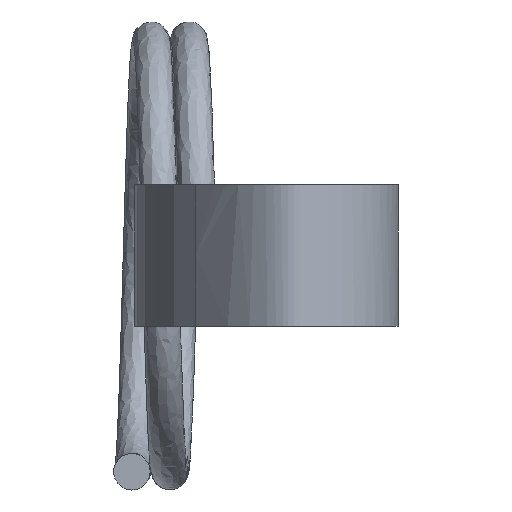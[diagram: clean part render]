
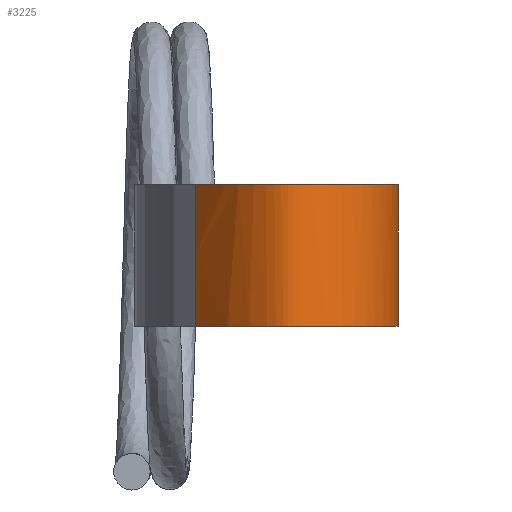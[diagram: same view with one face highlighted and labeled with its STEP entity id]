
A CAD part, left-side view. The second image highlights one B-rep face of the part: STEP entity #3225.
In plain terms, the highlighted free-form (B-spline) face has degree [4, 1] with [24, 2] control points.
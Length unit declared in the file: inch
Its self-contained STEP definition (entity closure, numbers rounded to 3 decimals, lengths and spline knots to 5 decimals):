
#151=B_SPLINE_CURVE_WITH_KNOTS('',4,(#4809,#4810,#4811,#4812,#4813,#4814,
#4815,#4816,#4817,#4818,#4819,#4820,#4821,#4822,#4823,#4824,#4825,#4826,
#4827,#4828,#4829,#4830,#4831,#4832),.UNSPECIFIED.,.F.,.F.,(5,1,1,1,1,1,
1,1,1,1,1,1,1,1,1,1,1,1,1,1,5),(0.,0.08439,0.12115,
0.16054,0.20224,0.24534,0.2892,
0.33318,0.37723,0.42181,0.46691,
0.51254,0.55867,0.60527,0.65219,
0.69924,0.74617,0.79274,0.83894,
0.88486,1.),.UNSPECIFIED.);
#218=B_SPLINE_CURVE_WITH_KNOTS('',4,(#5703,#5704,#5705,#5706,#5707,#5708,
#5709,#5710,#5711,#5712,#5713,#5714,#5715,#5716,#5717,#5718,#5719,#5720,
#5721,#5722,#5723,#5724,#5725,#5726),.UNSPECIFIED.,.F.,.F.,(5,1,1,1,1,1,
1,1,1,1,1,1,1,1,1,1,1,1,1,1,5),(-1.,-0.88486,-0.83894,
-0.79274,-0.74617,-0.69924,-0.65219,
-0.60527,-0.55867,-0.51254,-0.46691,
-0.42181,-0.37723,-0.33318,-0.2892,
-0.24534,-0.20224,-0.16054,-0.12115,
-0.08439,0.),.UNSPECIFIED.);
#287=B_SPLINE_SURFACE_WITH_KNOTS('',4,1,((#5786,#5787),(#5788,#5789),(#5790,
#5791),(#5792,#5793),(#5794,#5795),(#5796,#5797),(#5798,#5799),(#5800,#5801),
(#5802,#5803),(#5804,#5805),(#5806,#5807),(#5808,#5809),(#5810,#5811),(#5812,
#5813),(#5814,#5815),(#5816,#5817),(#5818,#5819),(#5820,#5821),(#5822,#5823),
(#5824,#5825),(#5826,#5827),(#5828,#5829),(#5830,#5831),(#5832,#5833)),
 .UNSPECIFIED.,.F.,.F.,.F.,(5,1,1,1,1,1,1,1,1,1,1,1,1,1,1,1,1,1,1,1,5),
(2,2),(0.,0.08439,0.12115,0.16054,0.20224,
0.24534,0.2892,0.33318,0.37723,
0.42181,0.46691,0.51254,0.55867,
0.60527,0.65219,0.69924,0.74617,
0.79274,0.83894,0.88486,1.),(-0.4445,0.4445),
 .UNSPECIFIED.);
#462=FACE_OUTER_BOUND('',#667,.T.);
#667=EDGE_LOOP('',(#2942,#2943,#2944,#2945,#2946,#2947));
#963=LINE('',#5768,#1265);
#964=LINE('',#5769,#1266);
#971=LINE('',#5784,#1273);
#972=LINE('',#5785,#1274);
#1265=VECTOR('',#3920,0.3937);
#1266=VECTOR('',#3921,0.3937);
#1273=VECTOR('',#3942,0.3937);
#1274=VECTOR('',#3943,0.3937);
#1412=VERTEX_POINT('',#4793);
#1419=VERTEX_POINT('',#4807);
#1564=VERTEX_POINT('',#5701);
#1565=VERTEX_POINT('',#5702);
#1579=VERTEX_POINT('',#5767);
#1580=VERTEX_POINT('',#5783);
#1795=EDGE_CURVE('',#1412,#1419,#151,.T.);
#2011=EDGE_CURVE('',#1564,#1565,#218,.T.);
#2027=EDGE_CURVE('',#1579,#1412,#963,.T.);
#2028=EDGE_CURVE('',#1579,#1565,#964,.T.);
#2035=EDGE_CURVE('',#1580,#1564,#971,.T.);
#2036=EDGE_CURVE('',#1580,#1419,#972,.T.);
#2942=ORIENTED_EDGE('',*,*,#2011,.T.);
#2943=ORIENTED_EDGE('',*,*,#2028,.F.);
#2944=ORIENTED_EDGE('',*,*,#2027,.T.);
#2945=ORIENTED_EDGE('',*,*,#1795,.T.);
#2946=ORIENTED_EDGE('',*,*,#2036,.F.);
#2947=ORIENTED_EDGE('',*,*,#2035,.T.);
#3225=ADVANCED_FACE('',(#462),#287,.T.);
#3920=DIRECTION('',(0.,0.,-1.));
#3921=DIRECTION('',(0.,0.,1.));
#3942=DIRECTION('',(0.,0.,1.));
#3943=DIRECTION('',(0.,0.,-1.));
#4793=CARTESIAN_POINT('',(-0.11185,0.13329,-0.175));
#4807=CARTESIAN_POINT('',(0.365,0.,-0.175));
#4809=CARTESIAN_POINT('Ctrl Pts',(-0.11185,0.13329,
-0.175));
#4810=CARTESIAN_POINT('Ctrl Pts',(-0.12835,0.12145,-0.175));
#4811=CARTESIAN_POINT('Ctrl Pts',(-0.14751,0.10114,
-0.175));
#4812=CARTESIAN_POINT('Ctrl Pts',(-0.1816,0.07763,
-0.175));
#4813=CARTESIAN_POINT('Ctrl Pts',(-0.21907,0.03617,
-0.175));
#4814=CARTESIAN_POINT('Ctrl Pts',(-0.24995,-0.00164,
-0.175));
#4815=CARTESIAN_POINT('Ctrl Pts',(-0.27813,-0.04764,
-0.175));
#4816=CARTESIAN_POINT('Ctrl Pts',(-0.29908,-0.10654,
-0.175));
#4817=CARTESIAN_POINT('Ctrl Pts',(-0.27281,-0.15844,
-0.175));
#4818=CARTESIAN_POINT('Ctrl Pts',(-0.25074,-0.21005,
-0.175));
#4819=CARTESIAN_POINT('Ctrl Pts',(-0.21414,-0.25626,
-0.175));
#4820=CARTESIAN_POINT('Ctrl Pts',(-0.17093,-0.29667,
-0.175));
#4821=CARTESIAN_POINT('Ctrl Pts',(-0.11936,-0.32936,
-0.175));
#4822=CARTESIAN_POINT('Ctrl Pts',(-0.0619,-0.35301,
-0.175));
#4823=CARTESIAN_POINT('Ctrl Pts',(0.00045,-0.36645,
-0.175));
#4824=CARTESIAN_POINT('Ctrl Pts',(0.06467,-0.36864,
-0.175));
#4825=CARTESIAN_POINT('Ctrl Pts',(0.13117,-0.35993,
-0.175));
#4826=CARTESIAN_POINT('Ctrl Pts',(0.18677,-0.32358,
-0.175));
#4827=CARTESIAN_POINT('Ctrl Pts',(0.23692,-0.28227,-0.175));
#4828=CARTESIAN_POINT('Ctrl Pts',(0.26998,-0.22711,
-0.175));
#4829=CARTESIAN_POINT('Ctrl Pts',(0.32088,-0.15932,
-0.175));
#4830=CARTESIAN_POINT('Ctrl Pts',(0.34354,-0.09062,
-0.175));
#4831=CARTESIAN_POINT('Ctrl Pts',(0.35333,-0.03872,
-0.175));
#4832=CARTESIAN_POINT('Ctrl Pts',(0.365,0.,-0.175));
#5701=CARTESIAN_POINT('',(0.365,0.,0.175));
#5702=CARTESIAN_POINT('',(-0.11185,0.13329,0.175));
#5703=CARTESIAN_POINT('Ctrl Pts',(0.365,0.,0.175));
#5704=CARTESIAN_POINT('Ctrl Pts',(0.35333,-0.03872,
0.175));
#5705=CARTESIAN_POINT('Ctrl Pts',(0.34354,-0.09062,
0.175));
#5706=CARTESIAN_POINT('Ctrl Pts',(0.32088,-0.15932,
0.175));
#5707=CARTESIAN_POINT('Ctrl Pts',(0.26998,-0.22711,
0.175));
#5708=CARTESIAN_POINT('Ctrl Pts',(0.23692,-0.28227,0.175));
#5709=CARTESIAN_POINT('Ctrl Pts',(0.18677,-0.32358,
0.175));
#5710=CARTESIAN_POINT('Ctrl Pts',(0.13117,-0.35993,
0.175));
#5711=CARTESIAN_POINT('Ctrl Pts',(0.06467,-0.36864,
0.175));
#5712=CARTESIAN_POINT('Ctrl Pts',(0.00045,-0.36645,
0.175));
#5713=CARTESIAN_POINT('Ctrl Pts',(-0.0619,-0.35301,
0.175));
#5714=CARTESIAN_POINT('Ctrl Pts',(-0.11936,-0.32936,
0.175));
#5715=CARTESIAN_POINT('Ctrl Pts',(-0.17093,-0.29667,
0.175));
#5716=CARTESIAN_POINT('Ctrl Pts',(-0.21414,-0.25626,
0.175));
#5717=CARTESIAN_POINT('Ctrl Pts',(-0.25074,-0.21005,
0.175));
#5718=CARTESIAN_POINT('Ctrl Pts',(-0.27281,-0.15844,
0.175));
#5719=CARTESIAN_POINT('Ctrl Pts',(-0.29908,-0.10654,
0.175));
#5720=CARTESIAN_POINT('Ctrl Pts',(-0.27813,-0.04764,
0.175));
#5721=CARTESIAN_POINT('Ctrl Pts',(-0.24995,-0.00164,
0.175));
#5722=CARTESIAN_POINT('Ctrl Pts',(-0.21907,0.03617,
0.175));
#5723=CARTESIAN_POINT('Ctrl Pts',(-0.1816,0.07763,
0.175));
#5724=CARTESIAN_POINT('Ctrl Pts',(-0.14751,0.10114,
0.175));
#5725=CARTESIAN_POINT('Ctrl Pts',(-0.12835,0.12145,0.175));
#5726=CARTESIAN_POINT('Ctrl Pts',(-0.11185,0.13329,
0.175));
#5767=CARTESIAN_POINT('',(-0.11185,0.13329,0.));
#5768=CARTESIAN_POINT('',(-0.11185,0.13329,0.));
#5769=CARTESIAN_POINT('',(-0.11185,0.13329,0.));
#5783=CARTESIAN_POINT('',(0.365,0.,0.));
#5784=CARTESIAN_POINT('',(0.365,0.,0.));
#5785=CARTESIAN_POINT('',(0.365,0.,0.));
#5786=CARTESIAN_POINT('Ctrl Pts',(-0.11185,0.13329,
-0.175));
#5787=CARTESIAN_POINT('Ctrl Pts',(-0.11185,0.13329,
0.175));
#5788=CARTESIAN_POINT('Ctrl Pts',(-0.12835,0.12145,-0.175));
#5789=CARTESIAN_POINT('Ctrl Pts',(-0.12835,0.12145,0.175));
#5790=CARTESIAN_POINT('Ctrl Pts',(-0.14751,0.10114,
-0.175));
#5791=CARTESIAN_POINT('Ctrl Pts',(-0.14751,0.10114,
0.175));
#5792=CARTESIAN_POINT('Ctrl Pts',(-0.1816,0.07763,
-0.175));
#5793=CARTESIAN_POINT('Ctrl Pts',(-0.1816,0.07763,
0.175));
#5794=CARTESIAN_POINT('Ctrl Pts',(-0.21907,0.03617,
-0.175));
#5795=CARTESIAN_POINT('Ctrl Pts',(-0.21907,0.03617,
0.175));
#5796=CARTESIAN_POINT('Ctrl Pts',(-0.24995,-0.00164,
-0.175));
#5797=CARTESIAN_POINT('Ctrl Pts',(-0.24995,-0.00164,
0.175));
#5798=CARTESIAN_POINT('Ctrl Pts',(-0.27813,-0.04764,
-0.175));
#5799=CARTESIAN_POINT('Ctrl Pts',(-0.27813,-0.04764,
0.175));
#5800=CARTESIAN_POINT('Ctrl Pts',(-0.29908,-0.10654,
-0.175));
#5801=CARTESIAN_POINT('Ctrl Pts',(-0.29908,-0.10654,
0.175));
#5802=CARTESIAN_POINT('Ctrl Pts',(-0.27281,-0.15844,
-0.175));
#5803=CARTESIAN_POINT('Ctrl Pts',(-0.27281,-0.15844,
0.175));
#5804=CARTESIAN_POINT('Ctrl Pts',(-0.25074,-0.21005,
-0.175));
#5805=CARTESIAN_POINT('Ctrl Pts',(-0.25074,-0.21005,
0.175));
#5806=CARTESIAN_POINT('Ctrl Pts',(-0.21414,-0.25626,
-0.175));
#5807=CARTESIAN_POINT('Ctrl Pts',(-0.21414,-0.25626,
0.175));
#5808=CARTESIAN_POINT('Ctrl Pts',(-0.17093,-0.29667,
-0.175));
#5809=CARTESIAN_POINT('Ctrl Pts',(-0.17093,-0.29667,
0.175));
#5810=CARTESIAN_POINT('Ctrl Pts',(-0.11936,-0.32936,
-0.175));
#5811=CARTESIAN_POINT('Ctrl Pts',(-0.11936,-0.32936,
0.175));
#5812=CARTESIAN_POINT('Ctrl Pts',(-0.0619,-0.35301,
-0.175));
#5813=CARTESIAN_POINT('Ctrl Pts',(-0.0619,-0.35301,
0.175));
#5814=CARTESIAN_POINT('Ctrl Pts',(0.00045,-0.36645,
-0.175));
#5815=CARTESIAN_POINT('Ctrl Pts',(0.00045,-0.36645,
0.175));
#5816=CARTESIAN_POINT('Ctrl Pts',(0.06467,-0.36864,
-0.175));
#5817=CARTESIAN_POINT('Ctrl Pts',(0.06467,-0.36864,
0.175));
#5818=CARTESIAN_POINT('Ctrl Pts',(0.13117,-0.35993,
-0.175));
#5819=CARTESIAN_POINT('Ctrl Pts',(0.13117,-0.35993,
0.175));
#5820=CARTESIAN_POINT('Ctrl Pts',(0.18677,-0.32358,
-0.175));
#5821=CARTESIAN_POINT('Ctrl Pts',(0.18677,-0.32358,
0.175));
#5822=CARTESIAN_POINT('Ctrl Pts',(0.23692,-0.28227,-0.175));
#5823=CARTESIAN_POINT('Ctrl Pts',(0.23692,-0.28227,0.175));
#5824=CARTESIAN_POINT('Ctrl Pts',(0.26998,-0.22711,
-0.175));
#5825=CARTESIAN_POINT('Ctrl Pts',(0.26998,-0.22711,
0.175));
#5826=CARTESIAN_POINT('Ctrl Pts',(0.32088,-0.15932,
-0.175));
#5827=CARTESIAN_POINT('Ctrl Pts',(0.32088,-0.15932,
0.175));
#5828=CARTESIAN_POINT('Ctrl Pts',(0.34354,-0.09062,
-0.175));
#5829=CARTESIAN_POINT('Ctrl Pts',(0.34354,-0.09062,
0.175));
#5830=CARTESIAN_POINT('Ctrl Pts',(0.35333,-0.03872,
-0.175));
#5831=CARTESIAN_POINT('Ctrl Pts',(0.35333,-0.03872,
0.175));
#5832=CARTESIAN_POINT('Ctrl Pts',(0.365,0.,-0.175));
#5833=CARTESIAN_POINT('Ctrl Pts',(0.365,0.,0.175));
